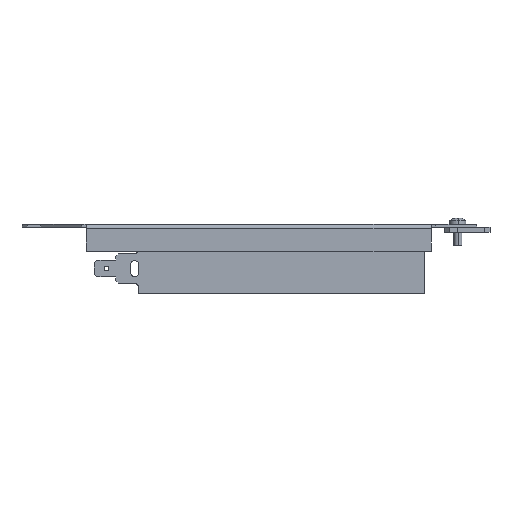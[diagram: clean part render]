
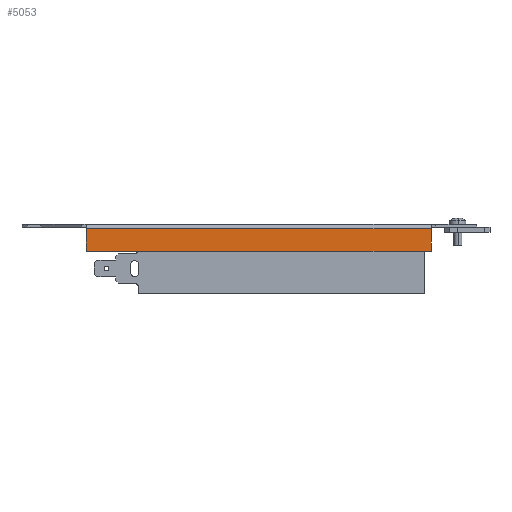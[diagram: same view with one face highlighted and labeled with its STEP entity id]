
A CAD part, left-side view. The second image highlights one B-rep face of the part: STEP entity #5053.
In plain terms, the highlighted planar face has unit normal (-1, 0, 0).
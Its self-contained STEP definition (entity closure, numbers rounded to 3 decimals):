
#51 = ORIENTED_EDGE ( 'NONE', *, *, #5452, .F. ) ;
#518 = VECTOR ( 'NONE', #2217, 1000. ) ;
#1018 = CARTESIAN_POINT ( 'NONE',  ( -76.5, -64.5, -9. ) ) ;
#1047 = LINE ( 'NONE', #2454, #3567 ) ;
#1154 = VECTOR ( 'NONE', #2525, 1000. ) ;
#1201 = VERTEX_POINT ( 'NONE', #2429 ) ;
#1545 = AXIS2_PLACEMENT_3D ( 'NONE', #5185, #3224, #1661 ) ;
#1577 = EDGE_LOOP ( 'NONE', ( #2262, #6623, #51, #4807 ) ) ;
#1610 = VERTEX_POINT ( 'NONE', #2781 ) ;
#1661 = DIRECTION ( 'NONE',  ( 0., 0., -1. ) ) ;
#2217 = DIRECTION ( 'NONE',  ( 0., 0., 1. ) ) ;
#2243 = VECTOR ( 'NONE', #5597, 1000. ) ;
#2262 = ORIENTED_EDGE ( 'NONE', *, *, #4390, .F. ) ;
#2429 = CARTESIAN_POINT ( 'NONE',  ( -76.5, 64.5, -0.6 ) ) ;
#2454 = CARTESIAN_POINT ( 'NONE',  ( -76.5, -64.5, 0. ) ) ;
#2495 = FACE_OUTER_BOUND ( 'NONE', #1577, .T. ) ;
#2499 = LINE ( 'NONE', #4319, #518 ) ;
#2525 = DIRECTION ( 'NONE',  ( 0., -1., 0. ) ) ;
#2570 = LINE ( 'NONE', #1018, #2243 ) ;
#2781 = CARTESIAN_POINT ( 'NONE',  ( -76.5, -64.5, -9. ) ) ;
#3074 = VERTEX_POINT ( 'NONE', #6124 ) ;
#3156 = PLANE ( 'NONE',  #1545 ) ;
#3224 = DIRECTION ( 'NONE',  ( 1., 0., 0. ) ) ;
#3364 = DIRECTION ( 'NONE',  ( 0., 0., -1. ) ) ;
#3567 = VECTOR ( 'NONE', #3364, 1000. ) ;
#3666 = VERTEX_POINT ( 'NONE', #4464 ) ;
#4098 = EDGE_CURVE ( 'NONE', #3666, #1201, #2499, .T. ) ;
#4319 = CARTESIAN_POINT ( 'NONE',  ( -76.5, 64.5, -9. ) ) ;
#4390 = EDGE_CURVE ( 'NONE', #1201, #3074, #5275, .T. ) ;
#4464 = CARTESIAN_POINT ( 'NONE',  ( -76.5, 64.5, -9. ) ) ;
#4628 = CARTESIAN_POINT ( 'NONE',  ( -76.5, -64.5, -0.6 ) ) ;
#4807 = ORIENTED_EDGE ( 'NONE', *, *, #5839, .F. ) ;
#5053 = ADVANCED_FACE ( 'NONE', ( #2495 ), #3156, .F. ) ;
#5185 = CARTESIAN_POINT ( 'NONE',  ( -76.5, -64.5, 0. ) ) ;
#5275 = LINE ( 'NONE', #4628, #1154 ) ;
#5452 = EDGE_CURVE ( 'NONE', #1610, #3666, #2570, .T. ) ;
#5597 = DIRECTION ( 'NONE',  ( 0., 1., 0. ) ) ;
#5839 = EDGE_CURVE ( 'NONE', #3074, #1610, #1047, .T. ) ;
#6124 = CARTESIAN_POINT ( 'NONE',  ( -76.5, -64.5, -0.6 ) ) ;
#6623 = ORIENTED_EDGE ( 'NONE', *, *, #4098, .F. ) ;
